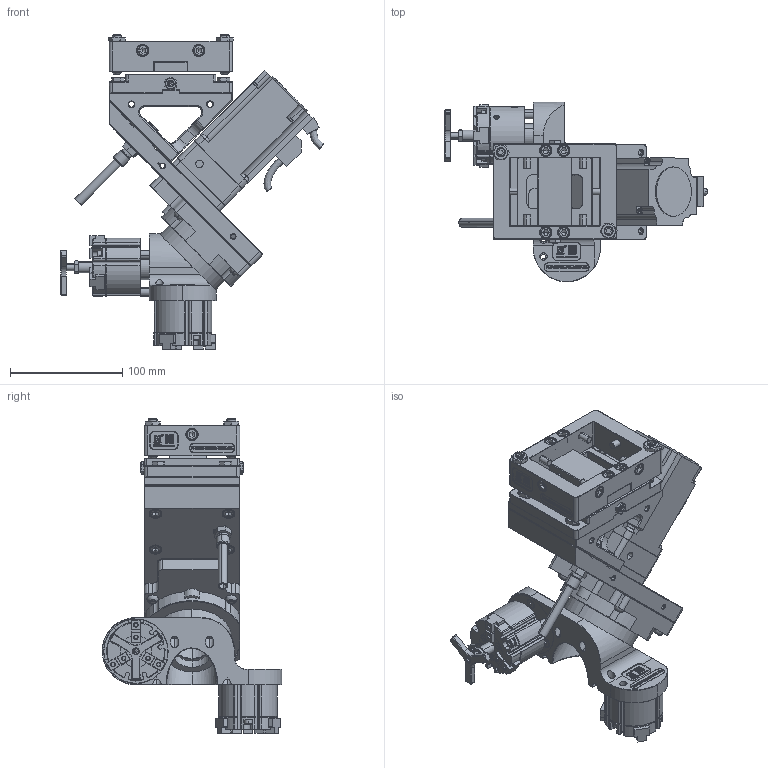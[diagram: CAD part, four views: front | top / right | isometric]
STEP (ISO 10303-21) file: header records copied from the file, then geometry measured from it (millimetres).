
FILE_DESCRIPTION (( 'STEP AP203' ), '1' );
FILE_NAME ('FY-BPT085-10&HFCY-D32-RT45-SJ.STEP', '2024-08-14T08:49:19', ( 'User' ), ( 'Microsoft' ), 'SwSTEP 2.0', 'SolidWorks 2015', '' );
FILE_SCHEMA (( 'CONFIG_CONTROL_DESIGN' ));
Length unit declared in the file: millimetre
Products named in the file (1): FY-BPT085-10&HFCY-D32-RT45-SJ
Bounding box: 234.25 x 160 x 280.18 mm (x, y, z)
Surface area: 263364.9 mm2 (no closed solid volume)
Topology: 0 solids, 198 shells, 1922 faces, 8936 edges, 7060 vertices
Faces by surface type: plane 956, cylinder 464, cone 366, torus 80, bspline 40, sphere 16
Entity records: 110757 total; most frequent: CARTESIAN_POINT 42376, DIRECTION 12993, ORIENTED_EDGE 12455, EDGE_CURVE 8892, VERTEX_POINT 7060, LINE 5357, VECTOR 5357, AXIS2_PLACEMENT_3D 3818
